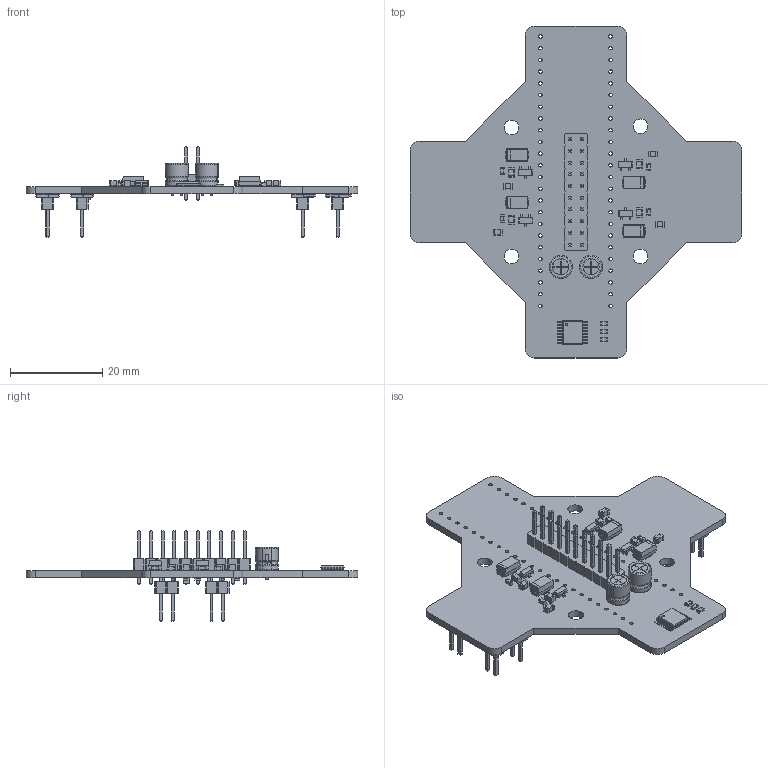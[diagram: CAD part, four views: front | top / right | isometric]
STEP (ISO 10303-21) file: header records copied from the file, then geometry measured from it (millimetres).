
FILE_DESCRIPTION(('KiCad electronic assembly'),'2;1');
FILE_NAME('CMOD_A7_Lower.step','2024-04-17T16:12:52',('Pcbnew'),('Kicad' ),'Open CASCADE STEP processor 7.7','KiCad to STEP converter', 'Unknown');
FILE_SCHEMA(('AUTOMOTIVE_DESIGN { 1 0 10303 214 1 1 1 1 }'));
Length unit declared in the file: millimetre
Products named in the file (22): CMOD_A7_Lower 1; CP_Radial_D5.0mm_P2.00mm; CP_Radial_D50mm_P200mm; C_0603_1608Metric; PinHeader_2x10_P2.54mm_Vertical; PinHeader_2x10_P254mm_Vertical; C_0805_2012Metric; D_SMA; SOT-23; SOT_23; R_0603_1608Metric; TSSOP-16-1EP_4.4x5mm_P0.65mm; TSSOP_16_1EP_44x5mm_P065mm; PinHeader_1x02_P2.54mm_Vertical_SMD_Pin1Left; PinHeader_1x02_P254mm_Vertical_SMD_Pin1Left; R_0805_2012Metric; CMOD_A7_Lower_PCB
Assembly tree (54 placements, depth 3):
  CMOD_A7_Lower 1
    CP_Radial_D5.0mm_P2.00mm  x2
      CP_Radial_D50mm_P200mm
    C_0603_1608Metric  x4
      C_0603_1608Metric
    PinHeader_2x10_P2.54mm_Vertical
      PinHeader_2x10_P254mm_Vertical
    C_0805_2012Metric  x9
      C_0805_2012Metric
    D_SMA  x4
      D_SMA
    SOT-23  x4
      SOT_23
    R_0603_1608Metric  x3
      R_0603_1608Metric
    TSSOP-16-1EP_4.4x5mm_P0.65mm
      TSSOP_16_1EP_44x5mm_P065mm
    PinHeader_1x02_P2.54mm_Vertical_SMD_Pin1Left  x8
      PinHeader_1x02_P254mm_Vertical_SMD_Pin1Left
    R_0805_2012Metric  x7
      R_0805_2012Metric
    CMOD_A7_Lower_PCB
Bounding box: 72 x 72 x 19.54 mm (x, y, z)
Volume: 5789.5 mm3; surface area: 9292.6 mm2
Topology: 44 solids, 46 shells, 2445 faces, 6105 edges, 3860 vertices
Faces by surface type: plane 1752, cylinder 491, bspline 188, revolution 10, torus 4
Full cylindrical faces by diameter (mm): 0.5 x5, 0.762 x48, 0.8 x4, 1 x20, 3.2 x4
Entity records: 41528 total; most frequent: CARTESIAN_POINT 6734, ORIENTED_EDGE 5630, DIRECTION 5394, EDGE_CURVE 2815, LINE 2263, VECTOR 2263, VERTEX_POINT 1769, AXIS2_PLACEMENT_3D 1563
